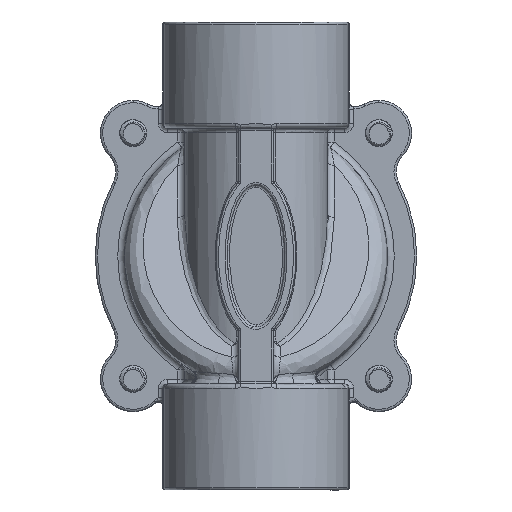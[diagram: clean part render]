
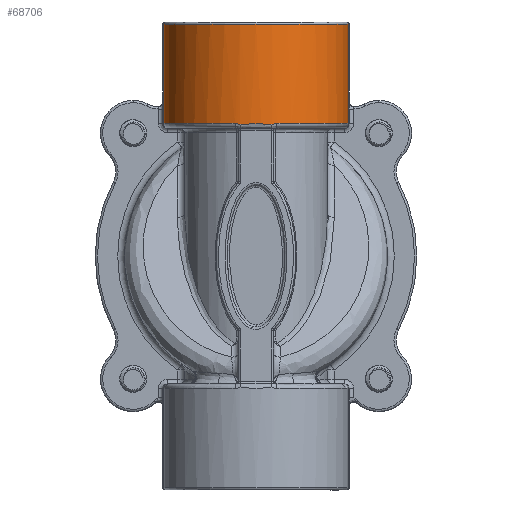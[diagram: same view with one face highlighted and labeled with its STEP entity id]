
A CAD part, front view. The second image highlights one B-rep face of the part: STEP entity #68706.
In plain terms, the highlighted cylindrical face has radius 20 mm (diameter 40 mm), a partial arc.
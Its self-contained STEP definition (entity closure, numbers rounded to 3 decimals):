
#1656 = CARTESIAN_POINT ( 'NONE',  ( 6.869, -36.451, 70.044 ) ) ;
#2453 = CARTESIAN_POINT ( 'NONE',  ( 31.039, -56.012, 71.015 ) ) ;
#6788 = CARTESIAN_POINT ( 'NONE',  ( 23.968, -56.248, 70.88 ) ) ;
#7835 = DIRECTION ( 'NONE',  ( 0., 0., 1. ) ) ;
#8835 = EDGE_CURVE ( 'NONE', #101789, #59995, #35608, .T. ) ;
#10883 = CARTESIAN_POINT ( 'NONE',  ( 26.869, -36.451, 92.544 ) ) ;
#11736 = B_SPLINE_CURVE_WITH_KNOTS ( 'NONE', 3,
 ( #62449, #6788, #71903, #16121, #81284, #25456, #90682, #34752, #100090, #44072 ),
 .UNSPECIFIED., .F., .F.,
 ( 4, 2, 2, 2, 4 ),
 ( 0., 0.002, 0.003, 0.005, 0.007 ),
 .UNSPECIFIED. ) ;
#11837 = CARTESIAN_POINT ( 'NONE',  ( 31.395, -55.932, 71.044 ) ) ;
#13314 = VECTOR ( 'NONE', #61390, 1000. ) ;
#16121 = CARTESIAN_POINT ( 'NONE',  ( 25.704, -56.425, 70.951 ) ) ;
#16709 = CIRCLE ( 'NONE', #99730, 20. ) ;
#20230 = DIRECTION ( 'NONE',  ( 1., 0., 0. ) ) ;
#20549 = CARTESIAN_POINT ( 'NONE',  ( 31.395, -55.932, 71.044 ) ) ;
#23728 = ORIENTED_EDGE ( 'NONE', *, *, #48812, .T. ) ;
#24039 = ORIENTED_EDGE ( 'NONE', *, *, #75886, .T. ) ;
#25456 = CARTESIAN_POINT ( 'NONE',  ( 27.455, -56.451, 70.959 ) ) ;
#25839 = CARTESIAN_POINT ( 'NONE',  ( 22.523, -55.974, 71.044 ) ) ;
#26535 = ORIENTED_EDGE ( 'NONE', *, *, #33012, .T. ) ;
#28264 = VERTEX_POINT ( 'NONE', #117923 ) ;
#29777 = VERTEX_POINT ( 'NONE', #77400 ) ;
#32329 = CARTESIAN_POINT ( 'NONE',  ( 6.869, -36.451, 71.044 ) ) ;
#33012 = EDGE_CURVE ( 'NONE', #54762, #59995, #115669, .T. ) ;
#34752 = CARTESIAN_POINT ( 'NONE',  ( 29.193, -56.324, 70.911 ) ) ;
#35608 = LINE ( 'NONE', #1656, #82362 ) ;
#36907 = DIRECTION ( 'NONE',  ( 0., 0., 1. ) ) ;
#37967 = LINE ( 'NONE', #89226, #13314 ) ;
#39387 = VERTEX_POINT ( 'NONE', #83444 ) ;
#39455 = CARTESIAN_POINT ( 'NONE',  ( 30.343, -56.147, 70.82 ) ) ;
#39772 = CARTESIAN_POINT ( 'NONE',  ( 23.395, -56.147, 70.82 ) ) ;
#39925 = CARTESIAN_POINT ( 'NONE',  ( 26.869, -36.451, 70.044 ) ) ;
#40328 = DIRECTION ( 'NONE',  ( 0., 0., 1. ) ) ;
#44072 = CARTESIAN_POINT ( 'NONE',  ( 30.343, -56.147, 70.82 ) ) ;
#44439 = AXIS2_PLACEMENT_3D ( 'NONE', #10883, #76014, #20230 ) ;
#44470 = CARTESIAN_POINT ( 'NONE',  ( 22.96, -56.065, 70.935 ) ) ;
#44609 = ORIENTED_EDGE ( 'NONE', *, *, #8835, .F. ) ;
#48704 = CARTESIAN_POINT ( 'NONE',  ( 30.523, -56.114, 70.841 ) ) ;
#48812 = EDGE_CURVE ( 'NONE', #28264, #54762, #37967, .T. ) ;
#53784 = CARTESIAN_POINT ( 'NONE',  ( 23.216, -56.114, 70.84 ) ) ;
#54762 = VERTEX_POINT ( 'NONE', #111248 ) ;
#55683 = CARTESIAN_POINT ( 'NONE',  ( 6.869, -36.451, 92.544 ) ) ;
#57161 = FACE_OUTER_BOUND ( 'NONE', #121103, .T. ) ;
#58125 = CARTESIAN_POINT ( 'NONE',  ( 30.779, -56.065, 70.936 ) ) ;
#58994 = EDGE_CURVE ( 'NONE', #120230, #28264, #103705, .T. ) ;
#59995 = VERTEX_POINT ( 'NONE', #55683 ) ;
#61390 = DIRECTION ( 'NONE',  ( 0., 0., 1. ) ) ;
#62449 = CARTESIAN_POINT ( 'NONE',  ( 23.395, -56.147, 70.82 ) ) ;
#63078 = EDGE_CURVE ( 'NONE', #39387, #120230, #69228, .T. ) ;
#63259 = CARTESIAN_POINT ( 'NONE',  ( 23.395, -56.147, 70.82 ) ) ;
#63541 = CARTESIAN_POINT ( 'NONE',  ( 26.869, -36.451, 71.044 ) ) ;
#67587 = CARTESIAN_POINT ( 'NONE',  ( 31.215, -55.974, 71.044 ) ) ;
#68706 = ADVANCED_FACE ( 'NONE', ( #57161 ), #120228, .T. ) ;
#69228 = B_SPLINE_CURVE_WITH_KNOTS ( 'NONE', 3,
 ( #39455, #95361, #48704, #114217, #58125, #2453, #67587, #11837 ),
 .UNSPECIFIED., .F., .F.,
 ( 4, 2, 2, 4 ),
 ( 0., 0., 0.001, 0.001 ),
 .UNSPECIFIED. ) ;
#71903 = CARTESIAN_POINT ( 'NONE',  ( 24.545, -56.324, 70.911 ) ) ;
#72561 = VERTEX_POINT ( 'NONE', #39772 ) ;
#72664 = B_SPLINE_CURVE_WITH_KNOTS ( 'NONE', 3,
 ( #91081, #25839, #100490, #44470, #109862, #53784, #119376, #63259 ),
 .UNSPECIFIED., .F., .F.,
 ( 4, 2, 2, 4 ),
 ( 0., 0.001, 0.001, 0.001 ),
 .UNSPECIFIED. ) ;
#72954 = DIRECTION ( 'NONE',  ( 1., 0., 0. ) ) ;
#75886 = EDGE_CURVE ( 'NONE', #101789, #29777, #16709, .T. ) ;
#76014 = DIRECTION ( 'NONE',  ( 0., 0., -1. ) ) ;
#77012 = AXIS2_PLACEMENT_3D ( 'NONE', #63541, #7835, #72954 ) ;
#77400 = CARTESIAN_POINT ( 'NONE',  ( 22.343, -55.932, 71.044 ) ) ;
#77884 = DIRECTION ( 'NONE',  ( 1., 0., 0. ) ) ;
#81284 = CARTESIAN_POINT ( 'NONE',  ( 26.288, -56.451, 70.959 ) ) ;
#82362 = VECTOR ( 'NONE', #103956, 1000. ) ;
#83444 = CARTESIAN_POINT ( 'NONE',  ( 30.343, -56.147, 70.82 ) ) ;
#86765 = ORIENTED_EDGE ( 'NONE', *, *, #106459, .T. ) ;
#89226 = CARTESIAN_POINT ( 'NONE',  ( 46.869, -36.451, 70.044 ) ) ;
#90682 = CARTESIAN_POINT ( 'NONE',  ( 28.036, -56.425, 70.951 ) ) ;
#91042 = EDGE_CURVE ( 'NONE', #72561, #39387, #11736, .T. ) ;
#91081 = CARTESIAN_POINT ( 'NONE',  ( 22.343, -55.932, 71.044 ) ) ;
#92836 = CARTESIAN_POINT ( 'NONE',  ( 26.869, -36.451, 71.044 ) ) ;
#95361 = CARTESIAN_POINT ( 'NONE',  ( 30.434, -56.13, 70.811 ) ) ;
#96132 = ORIENTED_EDGE ( 'NONE', *, *, #63078, .T. ) ;
#99730 = AXIS2_PLACEMENT_3D ( 'NONE', #92836, #36907, #102286 ) ;
#100090 = CARTESIAN_POINT ( 'NONE',  ( 29.769, -56.248, 70.88 ) ) ;
#100490 = CARTESIAN_POINT ( 'NONE',  ( 22.7, -56.012, 71.015 ) ) ;
#101789 = VERTEX_POINT ( 'NONE', #32329 ) ;
#102286 = DIRECTION ( 'NONE',  ( 1., 0., 0. ) ) ;
#103047 = ORIENTED_EDGE ( 'NONE', *, *, #91042, .T. ) ;
#103705 = CIRCLE ( 'NONE', #77012, 20. ) ;
#103956 = DIRECTION ( 'NONE',  ( 0., 0., 1. ) ) ;
#105272 = AXIS2_PLACEMENT_3D ( 'NONE', #39925, #40328, #77884 ) ;
#106459 = EDGE_CURVE ( 'NONE', #29777, #72561, #72664, .T. ) ;
#109862 = CARTESIAN_POINT ( 'NONE',  ( 23.045, -56.082, 70.903 ) ) ;
#111248 = CARTESIAN_POINT ( 'NONE',  ( 46.869, -36.451, 92.544 ) ) ;
#114217 = CARTESIAN_POINT ( 'NONE',  ( 30.694, -56.082, 70.903 ) ) ;
#115669 = CIRCLE ( 'NONE', #44439, 20. ) ;
#117923 = CARTESIAN_POINT ( 'NONE',  ( 46.869, -36.451, 71.044 ) ) ;
#118702 = ORIENTED_EDGE ( 'NONE', *, *, #58994, .T. ) ;
#119376 = CARTESIAN_POINT ( 'NONE',  ( 23.304, -56.131, 70.811 ) ) ;
#120228 = CYLINDRICAL_SURFACE ( 'NONE', #105272, 20. ) ;
#120230 = VERTEX_POINT ( 'NONE', #20549 ) ;
#121103 = EDGE_LOOP ( 'NONE', ( #44609, #24039, #86765, #103047, #96132, #118702, #23728, #26535 ) ) ;
